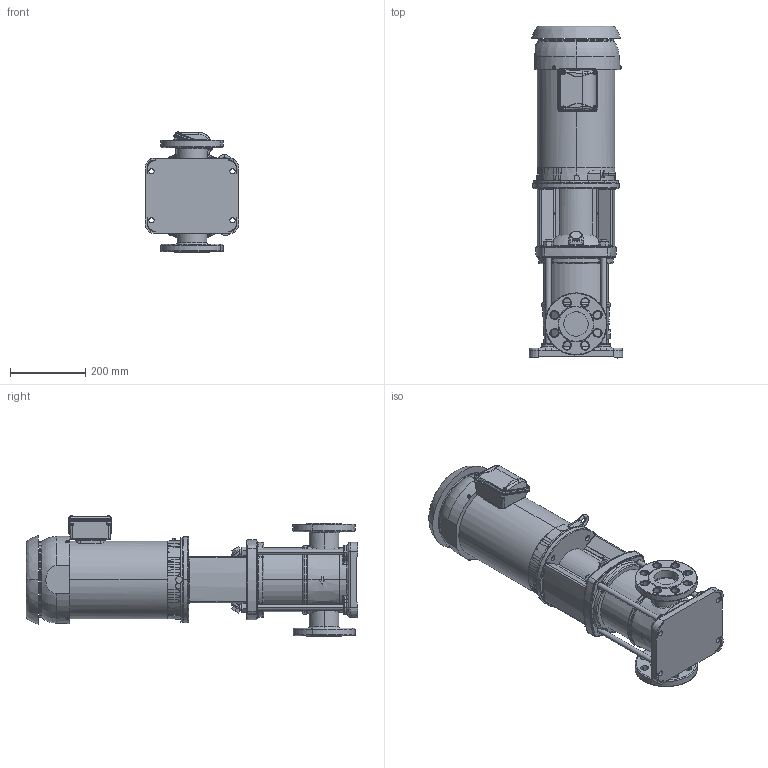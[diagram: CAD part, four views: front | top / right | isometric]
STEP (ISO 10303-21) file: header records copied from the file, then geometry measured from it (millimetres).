
FILE_DESCRIPTION (( 'STEP AP203' ), '1' );
FILE_NAME ('3303072 - MVI-75-3-5 HP-182TC-304-E-208-230_460~3.step', '2022-03-30T16:59:27', ( '' ), ( '' ), 'SwSTEP 2.0', 'SolidWorks 2021', '' );
FILE_SCHEMA (( 'CONFIG_CONTROL_DESIGN' ));
Length unit declared in the file: inch
Products named in the file (5): 3303072 - MVI-75-3-5 HP-182TC-304-E-208-230_460~3; 2700094 - NEMA V2 5 HP 182_4TC 208-230_460~3 TEFC; MVI PEO - [304-EPDM]_3304072 - MVI-75-3-5 HP-182TC-304-E-S; sbi_n_15-3_flange(NEMA); TEFC MOTOR_2700094 - NEMA V2 5 HP 182_4TC 208-230_460~3 TEFC
Assembly tree (4 placements, depth 3):
  3303072 - MVI-75-3-5 HP-182TC-304-E-208-230_460~3
    MVI PEO - [304-EPDM]_3304072 - MVI-75-3-5 HP-182TC-304-E-S
      sbi_n_15-3_flange(NEMA)
    TEFC MOTOR_2700094 - NEMA V2 5 HP 182_4TC 208-230_460~3 TEFC
      2700094 - NEMA V2 5 HP 182_4TC 208-230_460~3 TEFC
Bounding box: 248.82 x 881.24 x 320.29 mm (x, y, z)
Volume: 27826903.4 mm3; surface area: 1233030.4 mm2
Topology: 5 solids, 7 shells, 3738 faces, 9935 edges, 6484 vertices
Faces by surface type: plane 1702, cylinder 1467, bspline 389, cone 132, torus 48
Entity records: 152021 total; most frequent: CARTESIAN_POINT 60770, ORIENTED_EDGE 19820, DIRECTION 17942, EDGE_CURVE 9910, VERTEX_POINT 6484, AXIS2_PLACEMENT_3D 6334, LINE 5274, VECTOR 5274
